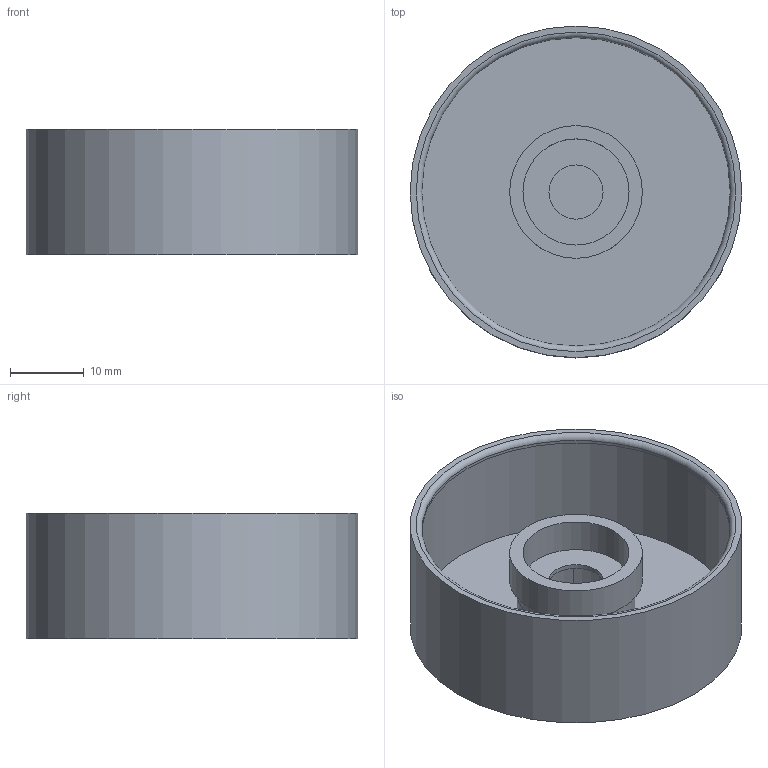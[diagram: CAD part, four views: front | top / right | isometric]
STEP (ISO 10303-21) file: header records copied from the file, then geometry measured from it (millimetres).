
FILE_DESCRIPTION (( 'STEP AP214' ), '1' );
FILE_NAME ('CS60-WINDOW-FOKUS.STEP', '2025-02-18T12:34:09', ( '' ), ( '' ), 'SwSTEP 2.0', 'SolidWorks 2024', '' );
FILE_SCHEMA (( 'AUTOMOTIVE_DESIGN' ));
Length unit declared in the file: inch
Products named in the file (1): CS60-WINDOW-FOKUS
Bounding box: 45 x 45 x 17 mm (x, y, z)
Volume: 5555.2 mm3; surface area: 9256.4 mm2
Topology: 2 solids, 2 shells, 35 faces, 74 edges, 49 vertices
Faces by surface type: plane 22, cylinder 12, torus 1
Full cylindrical faces by diameter (mm): 7.35 x1, 14.285 x1, 14.4 x1, 16 x1, 18 x1, 41.825 x1, 42.917 x1, 45 x1
Entity records: 930 total; most frequent: DIRECTION 166, CARTESIAN_POINT 146, ORIENTED_EDGE 126, AXIS2_PLACEMENT_3D 67, EDGE_CURVE 63, EDGE_LOOP 52, VERTEX_POINT 47, FACE_OUTER_BOUND 44
